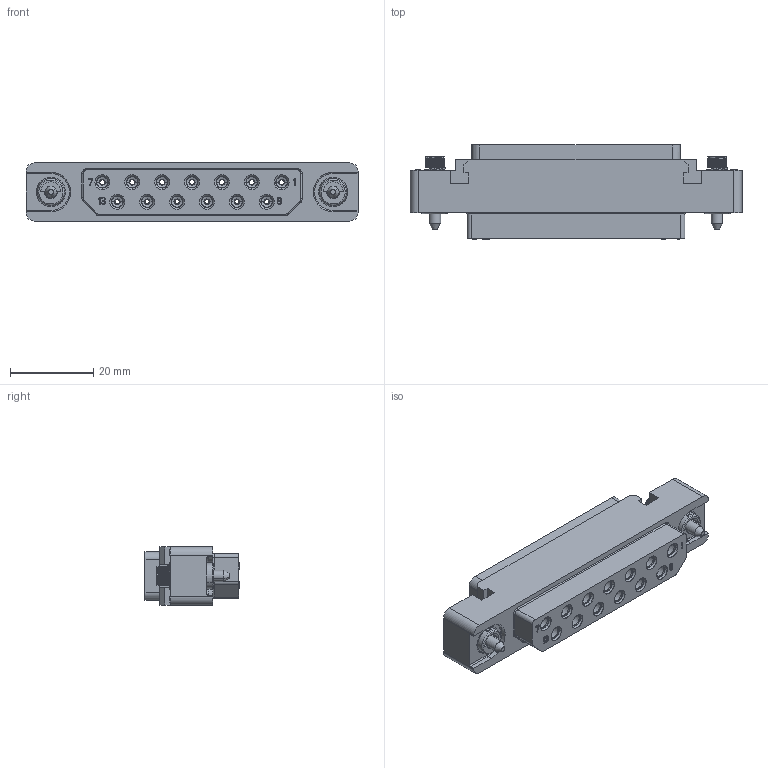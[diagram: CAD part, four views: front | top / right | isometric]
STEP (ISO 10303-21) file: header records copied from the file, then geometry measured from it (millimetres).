
FILE_DESCRIPTION((''),'2;1');
FILE_NAME('1900ND05S1A00A','2020-08-03T',('presta_be4'),(''),'CREO PARAMETRIC BY PTC INC, 2018360','CREO PARAMETRIC BY PTC INC, 2018360','');
FILE_SCHEMA(('CONFIG_CONTROL_DESIGN'));
Products named in the file (1): 1900ND05S1A00A
Bounding box: 80 x 22.72 x 14 mm (x, y, z)
Volume: 14265.4 mm3; surface area: 13016.3 mm2
Topology: 3 solids, 3 shells, 2652 faces, 6819 edges, 4340 vertices
Faces by surface type: plane 1295, cylinder 723, torus 298, cone 246, bspline 62, extrusion 28
Entity records: 86460 total; most frequent: CARTESIAN_POINT 22003, ORIENTED_EDGE 13630, DIRECTION 13241, EDGE_CURVE 6815, AXIS2_PLACEMENT_3D 4669, VERTEX_POINT 4340, VECTOR 3903, LINE 3875
